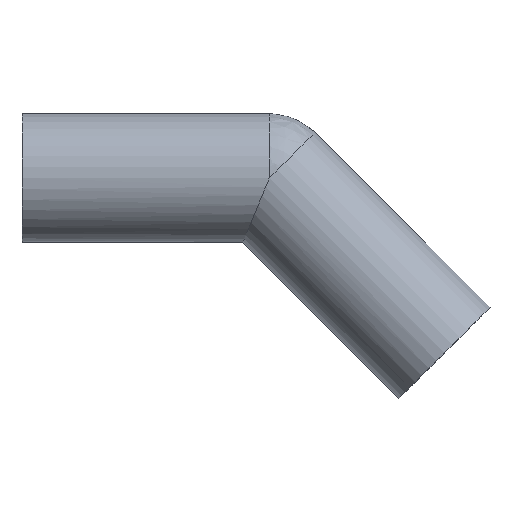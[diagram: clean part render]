
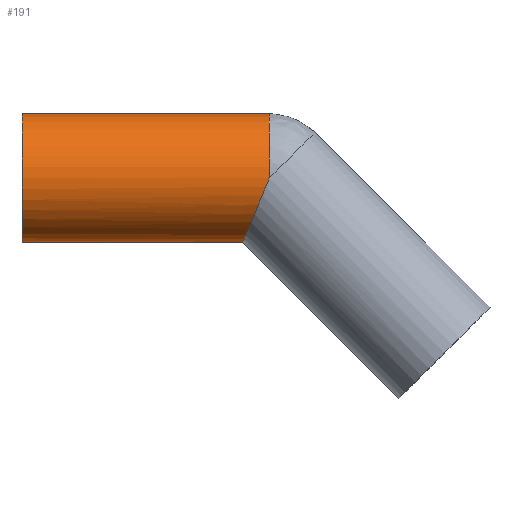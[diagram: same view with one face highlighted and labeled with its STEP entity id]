
A CAD part, top view. The second image highlights one B-rep face of the part: STEP entity #191.
In plain terms, the highlighted cylindrical face has radius 12.5 mm (diameter 25 mm), a partial arc.
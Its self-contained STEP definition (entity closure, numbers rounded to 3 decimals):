
#85 = VERTEX_POINT( '', #219 );
#95 = EDGE_CURVE( '', #157, #109, #230, .T. );
#109 = VERTEX_POINT( '', #246 );
#135 = EDGE_CURVE( '', #165, #157, #277, .T. );
#149 = EDGE_CURVE( '', #109, #155, #291, .T. );
#155 = VERTEX_POINT( '', #297 );
#157 = VERTEX_POINT( '', #299 );
#165 = VERTEX_POINT( '', #310 );
#173 = EDGE_CURVE( '', #165, #85, #318, .T. );
#189 = EDGE_CURVE( '', #155, #85, #336, .T. );
#191 = ADVANCED_FACE( '', ( #338 ), #339, .T. );
#219 = CARTESIAN_POINT( '', ( 0., 12.5, 0. ) );
#230 = ELLIPSE( '', #371, 13.53, 12.5 );
#246 = CARTESIAN_POINT( '', ( 48., 0., 12.5 ) );
#277 = LINE( '', #429, #430 );
#291 = CIRCLE( '', #449, 12.5 );
#297 = CARTESIAN_POINT( '', ( 48., 12.5, 0. ) );
#299 = CARTESIAN_POINT( '', ( 42.822, -12.5, 0. ) );
#310 = CARTESIAN_POINT( '', ( 0., -12.5, 0. ) );
#318 = CIRCLE( '', #484, 12.5 );
#336 = LINE( '', #505, #506 );
#338 = FACE_OUTER_BOUND( '', #508, .T. );
#339 = CYLINDRICAL_SURFACE( '', #509, 12.5 );
#371 = AXIS2_PLACEMENT_3D( '', #536, #537, #538 );
#429 = CARTESIAN_POINT( '', ( 24., -12.5, 0. ) );
#430 = VECTOR( '', #611, 1. );
#449 = AXIS2_PLACEMENT_3D( '', #624, #625, #626 );
#484 = AXIS2_PLACEMENT_3D( '', #654, #655, #656 );
#505 = CARTESIAN_POINT( '', ( 24., 12.5, 0. ) );
#506 = VECTOR( '', #681, 1. );
#508 = EDGE_LOOP( '', ( #683, #684, #685, #686, #687 ) );
#509 = AXIS2_PLACEMENT_3D( '', #688, #689, #690 );
#536 = CARTESIAN_POINT( '', ( 48., 0., 0. ) );
#537 = DIRECTION( '', ( -0.924, 0.383, 0. ) );
#538 = DIRECTION( '', ( 0.383, 0.924, 0. ) );
#611 = DIRECTION( '', ( 1., 0., 0. ) );
#624 = CARTESIAN_POINT( '', ( 48., 0., 0. ) );
#625 = DIRECTION( '', ( -1., 0., 0. ) );
#626 = DIRECTION( '', ( 0., 1., 0. ) );
#654 = CARTESIAN_POINT( '', ( 0., 0., 0. ) );
#655 = DIRECTION( '', ( -1., 0., 0. ) );
#656 = DIRECTION( '', ( 0., 1., 0. ) );
#681 = DIRECTION( '', ( -1., 0., 0. ) );
#683 = ORIENTED_EDGE( '', *, *, #189, .T. );
#684 = ORIENTED_EDGE( '', *, *, #173, .F. );
#685 = ORIENTED_EDGE( '', *, *, #135, .T. );
#686 = ORIENTED_EDGE( '', *, *, #95, .T. );
#687 = ORIENTED_EDGE( '', *, *, #149, .T. );
#688 = CARTESIAN_POINT( '', ( 24., 0., 0. ) );
#689 = DIRECTION( '', ( 1., 0., 0. ) );
#690 = DIRECTION( '', ( 0., 1., 0. ) );
